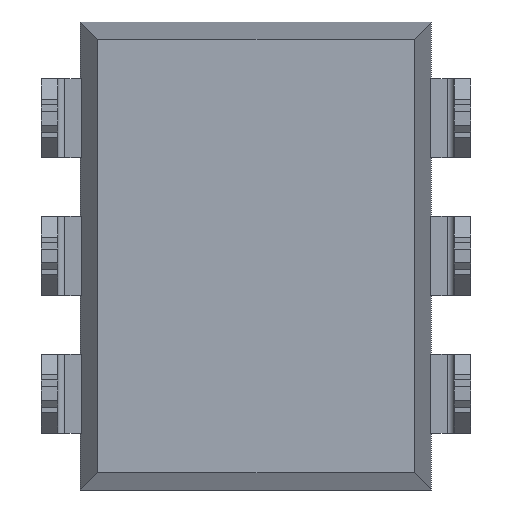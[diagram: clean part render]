
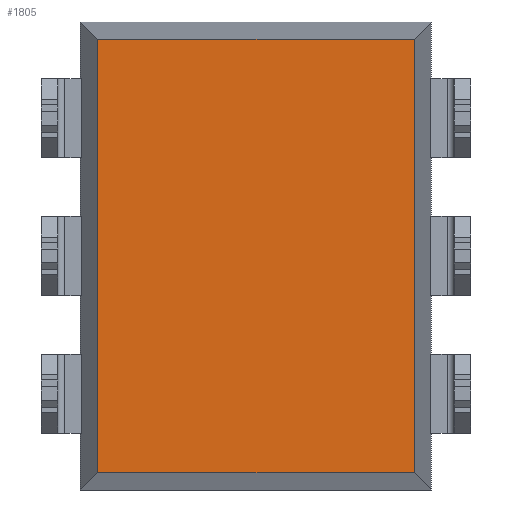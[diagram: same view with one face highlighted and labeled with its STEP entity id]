
A CAD part, front view. The second image highlights one B-rep face of the part: STEP entity #1805.
In plain terms, the highlighted planar face has unit normal (0, -1, 0).
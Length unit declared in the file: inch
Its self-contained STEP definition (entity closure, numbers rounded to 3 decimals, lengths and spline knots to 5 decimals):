
#21 = DIRECTION ( 'NONE',  ( 1., 0., 0. ) ) ;
#114 = DIRECTION ( 'NONE',  ( 0., 1., 0. ) ) ;
#304 = LINE ( 'NONE', #2466, #1987 ) ;
#443 = LINE ( 'NONE', #3256, #2385 ) ;
#526 = VERTEX_POINT ( 'NONE', #4096 ) ;
#691 = VECTOR ( 'NONE', #2066, 39.37008 ) ;
#786 = VERTEX_POINT ( 'NONE', #3275 ) ;
#1028 = DIRECTION ( 'NONE',  ( 0., 0., 1. ) ) ;
#1319 = ORIENTED_EDGE ( 'NONE', *, *, #3524, .T. ) ;
#1358 = VERTEX_POINT ( 'NONE', #4026 ) ;
#1548 = ORIENTED_EDGE ( 'NONE', *, *, #2221, .T. ) ;
#1805 = ADVANCED_FACE ( 'NONE', ( #1959 ), #2948, .F. ) ;
#1833 = CARTESIAN_POINT ( 'NONE',  ( -0.11485, 0.02, -0.17 ) ) ;
#1905 = ORIENTED_EDGE ( 'NONE', *, *, #2408, .T. ) ;
#1959 = FACE_OUTER_BOUND ( 'NONE', #2787, .T. ) ;
#1987 = VECTOR ( 'NONE', #21, 39.37008 ) ;
#2066 = DIRECTION ( 'NONE',  ( -1., 0., 0. ) ) ;
#2130 = LINE ( 'NONE', #3998, #691 ) ;
#2221 = EDGE_CURVE ( 'NONE', #526, #3050, #2448, .T. ) ;
#2327 = AXIS2_PLACEMENT_3D ( 'NONE', #3542, #114, #2911 ) ;
#2385 = VECTOR ( 'NONE', #1028, 39.37008 ) ;
#2408 = EDGE_CURVE ( 'NONE', #786, #526, #2130, .T. ) ;
#2448 = LINE ( 'NONE', #1833, #3069 ) ;
#2466 = CARTESIAN_POINT ( 'NONE',  ( 0.1275, 0.02, -0.15735 ) ) ;
#2787 = EDGE_LOOP ( 'NONE', ( #1548, #3787, #1319, #1905 ) ) ;
#2911 = DIRECTION ( 'NONE',  ( 0., 0., 1. ) ) ;
#2919 = CARTESIAN_POINT ( 'NONE',  ( -0.11485, 0.02, -0.15735 ) ) ;
#2948 = PLANE ( 'NONE',  #2327 ) ;
#3050 = VERTEX_POINT ( 'NONE', #2919 ) ;
#3069 = VECTOR ( 'NONE', #3102, 39.37008 ) ;
#3102 = DIRECTION ( 'NONE',  ( 0., 0., -1. ) ) ;
#3256 = CARTESIAN_POINT ( 'NONE',  ( 0.11485, 0.02, 0.17 ) ) ;
#3275 = CARTESIAN_POINT ( 'NONE',  ( 0.11485, 0.02, 0.15735 ) ) ;
#3524 = EDGE_CURVE ( 'NONE', #1358, #786, #443, .T. ) ;
#3542 = CARTESIAN_POINT ( 'NONE',  ( 0., 0.02, 0. ) ) ;
#3787 = ORIENTED_EDGE ( 'NONE', *, *, #4097, .T. ) ;
#3998 = CARTESIAN_POINT ( 'NONE',  ( -0.1275, 0.02, 0.15735 ) ) ;
#4026 = CARTESIAN_POINT ( 'NONE',  ( 0.11485, 0.02, -0.15735 ) ) ;
#4096 = CARTESIAN_POINT ( 'NONE',  ( -0.11485, 0.02, 0.15735 ) ) ;
#4097 = EDGE_CURVE ( 'NONE', #3050, #1358, #304, .T. ) ;
